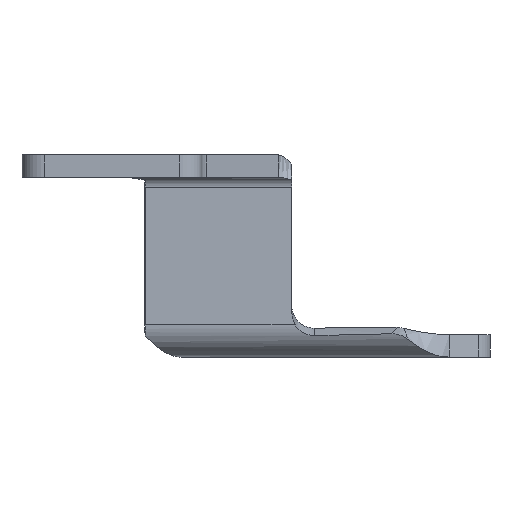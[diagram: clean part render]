
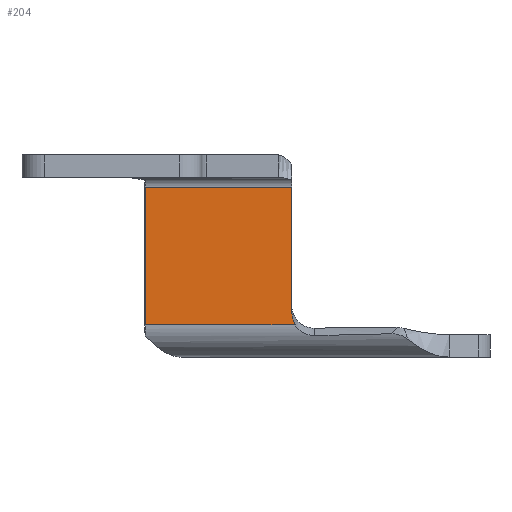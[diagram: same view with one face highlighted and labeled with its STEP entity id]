
A CAD part, left-side view. The second image highlights one B-rep face of the part: STEP entity #204.
In plain terms, the highlighted planar face has unit normal (-1, -0.016, 0).
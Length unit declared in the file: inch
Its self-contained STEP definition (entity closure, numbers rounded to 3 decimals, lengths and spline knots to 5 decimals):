
#62 = CARTESIAN_POINT ( 'NONE',  ( 2.81284, -0.50834, -0.8234 ) ) ;
#83 = CARTESIAN_POINT ( 'NONE',  ( 2.81292, -0.51285, -0.83448 ) ) ;
#157 = B_SPLINE_CURVE_WITH_KNOTS ( 'NONE', 3,
 ( #395, #83, #62, #573, #1664, #1700 ),
 .UNSPECIFIED., .F., .F.,
 ( 4, 2, 4 ),
 ( 0., 0.00091, 0.00182 ),
 .UNSPECIFIED. ) ;
#204 = ADVANCED_FACE ( 'NONE', ( #641 ), #1171, .F. ) ;
#233 = VECTOR ( 'NONE', #374, 39.37008 ) ;
#291 = EDGE_CURVE ( 'NONE', #1615, #669, #1522, .T. ) ;
#351 = LINE ( 'NONE', #1002, #1969 ) ;
#374 = DIRECTION ( 'NONE',  ( 0.016, -1., 0. ) ) ;
#395 = CARTESIAN_POINT ( 'NONE',  ( 2.81301, -0.51891, -0.845 ) ) ;
#454 = EDGE_CURVE ( 'NONE', #1898, #1705, #471, .T. ) ;
#471 = LINE ( 'NONE', #2020, #1509 ) ;
#573 = CARTESIAN_POINT ( 'NONE',  ( 2.81275, -0.50218, -0.80018 ) ) ;
#641 = FACE_OUTER_BOUND ( 'NONE', #1097, .T. ) ;
#669 = VERTEX_POINT ( 'NONE', #1555 ) ;
#808 = DIRECTION ( 'NONE',  ( 0., -0.016, -1. ) ) ;
#831 = EDGE_CURVE ( 'NONE', #1615, #1898, #351, .T. ) ;
#857 = LINE ( 'NONE', #1812, #1180 ) ;
#863 = ORIENTED_EDGE ( 'NONE', *, *, #454, .F. ) ;
#894 = CARTESIAN_POINT ( 'NONE',  ( 2.804, 0.04482, -0.845 ) ) ;
#1002 = CARTESIAN_POINT ( 'NONE',  ( 2.79968, 0.31514, -0.88685 ) ) ;
#1015 = CARTESIAN_POINT ( 'NONE',  ( 2.804, 0.04482, 2.85393 ) ) ;
#1097 = EDGE_LOOP ( 'NONE', ( #1684, #2050, #1823, #1196, #863 ) ) ;
#1125 = AXIS2_PLACEMENT_3D ( 'NONE', #1015, #1644, #808 ) ;
#1171 = PLANE ( 'NONE',  #1125 ) ;
#1180 = VECTOR ( 'NONE', #1645, 39.37008 ) ;
#1196 = ORIENTED_EDGE ( 'NONE', *, *, #1748, .T. ) ;
#1213 = CARTESIAN_POINT ( 'NONE',  ( 2.81272, -0.5006, -0.77593 ) ) ;
#1448 = CARTESIAN_POINT ( 'NONE',  ( 2.79968, 0.31514, -0.845 ) ) ;
#1487 = CARTESIAN_POINT ( 'NONE',  ( 2.81272, -0.5006, -0.08 ) ) ;
#1509 = VECTOR ( 'NONE', #1857, 39.37008 ) ;
#1522 = LINE ( 'NONE', #894, #233 ) ;
#1546 = CARTESIAN_POINT ( 'NONE',  ( 2.79968, 0.31514, -0.08 ) ) ;
#1555 = CARTESIAN_POINT ( 'NONE',  ( 2.81301, -0.51891, -0.845 ) ) ;
#1615 = VERTEX_POINT ( 'NONE', #1448 ) ;
#1642 = DIRECTION ( 'NONE',  ( 0., 0., 1. ) ) ;
#1644 = DIRECTION ( 'NONE',  ( 1., 0.016, 0. ) ) ;
#1645 = DIRECTION ( 'NONE',  ( 0., 0., 1. ) ) ;
#1664 = CARTESIAN_POINT ( 'NONE',  ( 2.81272, -0.5006, -0.78806 ) ) ;
#1684 = ORIENTED_EDGE ( 'NONE', *, *, #831, .F. ) ;
#1700 = CARTESIAN_POINT ( 'NONE',  ( 2.81272, -0.5006, -0.77593 ) ) ;
#1705 = VERTEX_POINT ( 'NONE', #1487 ) ;
#1748 = EDGE_CURVE ( 'NONE', #1805, #1705, #857, .T. ) ;
#1795 = EDGE_CURVE ( 'NONE', #669, #1805, #157, .T. ) ;
#1805 = VERTEX_POINT ( 'NONE', #1213 ) ;
#1812 = CARTESIAN_POINT ( 'NONE',  ( 2.81272, -0.5006, -0.88685 ) ) ;
#1823 = ORIENTED_EDGE ( 'NONE', *, *, #1795, .T. ) ;
#1857 = DIRECTION ( 'NONE',  ( 0.016, -1., 0. ) ) ;
#1898 = VERTEX_POINT ( 'NONE', #1546 ) ;
#1969 = VECTOR ( 'NONE', #1642, 39.37008 ) ;
#2020 = CARTESIAN_POINT ( 'NONE',  ( 2.804, 0.04482, -0.08 ) ) ;
#2050 = ORIENTED_EDGE ( 'NONE', *, *, #291, .T. ) ;
